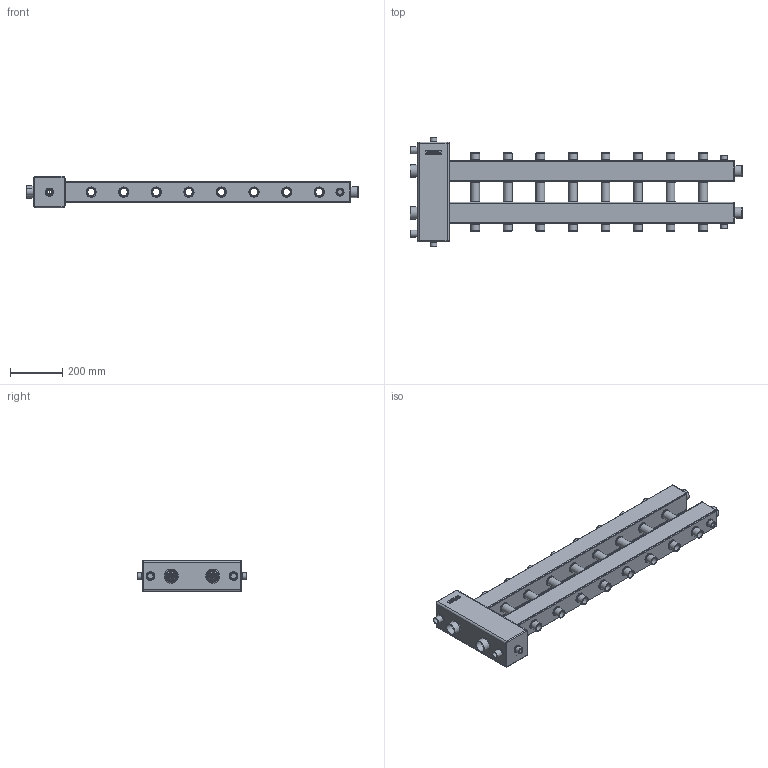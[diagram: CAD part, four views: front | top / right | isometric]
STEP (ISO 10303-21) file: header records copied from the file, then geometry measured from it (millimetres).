
FILE_DESCRIPTION(('STEP AP203'), '1');
FILE_NAME('BMSS-150-9DU.10', '', ('UNSPECIFIED'), ('UNSPECIFIED'), 'ASCON STEP Converter 1.6', 'ASCON Math Kernel', '');
FILE_SCHEMA(('CONFIG_CONTROL_DESIGN'));
Length unit declared in the file: millimetre
Bounding box: 1274 x 421 x 120.55 mm (x, y, z)
Volume: 2698344.8 mm3; surface area: 2145542.6 mm2
Topology: 1 solids, 1 shells, 926 faces, 2345 edges, 1511 vertices
Faces by surface type: cylinder 367, plane 230, bspline 171, cone 100, torus 58
Full cylindrical faces by diameter (mm): 7.5 x210, 17.071 x4, 22 x2, 24 x4, 25 x6, 26.8 x2, 27.5 x16, 30 x16, 33.5 x32, 34 x16, 36.3 x2, 40 x2, 42 x2, 42.3 x2, 46 x2, 48 x2, 72 x2
Entity records: 38284 total; most frequent: CARTESIAN_POINT 9996, DIRECTION 3816, ORIENTED_EDGE 3762, EDGE_LOOP 1988, EDGE_CURVE 1881, AXIS2_PLACEMENT_3D 1663, VERTEX_POINT 1511, FACE_BOUND 1094
